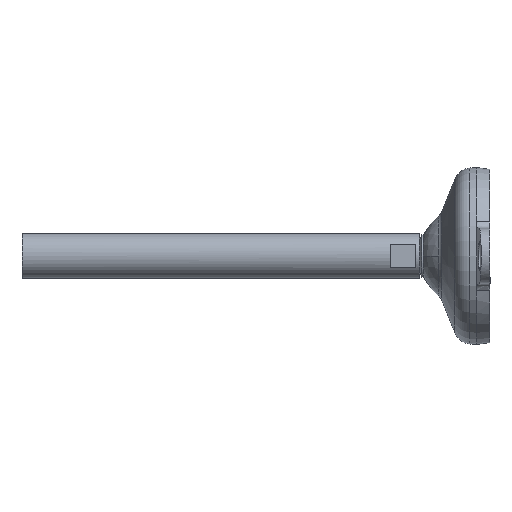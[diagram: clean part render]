
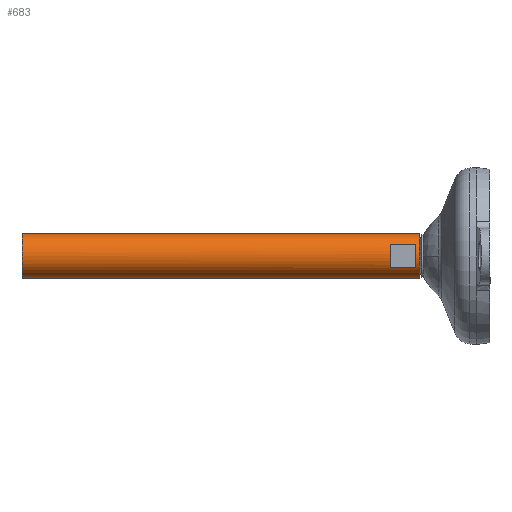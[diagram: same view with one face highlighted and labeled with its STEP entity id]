
A CAD part, left-side view. The second image highlights one B-rep face of the part: STEP entity #683.
In plain terms, the highlighted cylindrical face has radius 10 mm (diameter 20 mm), a partial arc.
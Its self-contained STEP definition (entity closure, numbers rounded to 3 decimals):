
#49 = CARTESIAN_POINT ( 'NONE',  ( 0., 32., 10. ) ) ;
#59 = ORIENTED_EDGE ( 'NONE', *, *, #1279, .T. ) ;
#84 = EDGE_LOOP ( 'NONE', ( #1108, #1203, #1337, #381 ) ) ;
#91 = VERTEX_POINT ( 'NONE', #1367 ) ;
#97 = CARTESIAN_POINT ( 'NONE',  ( -8.5, 45., 5.268 ) ) ;
#122 = AXIS2_PLACEMENT_3D ( 'NONE', #128, #769, #1313 ) ;
#128 = CARTESIAN_POINT ( 'NONE',  ( 0., 45., 0. ) ) ;
#148 = VERTEX_POINT ( 'NONE', #201 ) ;
#149 = VECTOR ( 'NONE', #290, 1000. ) ;
#152 = DIRECTION ( 'NONE',  ( 0., -1., 0. ) ) ;
#159 = EDGE_CURVE ( 'NONE', #850, #148, #856, .T. ) ;
#201 = CARTESIAN_POINT ( 'NONE',  ( -8.5, 45., -5.268 ) ) ;
#219 = DIRECTION ( 'NONE',  ( 0., 0., -1. ) ) ;
#229 = CYLINDRICAL_SURFACE ( 'NONE', #1412, 10. ) ;
#290 = DIRECTION ( 'NONE',  ( 0., -1., 0. ) ) ;
#293 = EDGE_CURVE ( 'NONE', #91, #613, #558, .T. ) ;
#307 = VERTEX_POINT ( 'NONE', #97 ) ;
#327 = CARTESIAN_POINT ( 'NONE',  ( -8.5, 0., -5.268 ) ) ;
#381 = ORIENTED_EDGE ( 'NONE', *, *, #700, .T. ) ;
#383 = CARTESIAN_POINT ( 'NONE',  ( -8.5, 33.5, 5.268 ) ) ;
#399 = ORIENTED_EDGE ( 'NONE', *, *, #907, .F. ) ;
#401 = CARTESIAN_POINT ( 'NONE',  ( 0., 0., -10. ) ) ;
#438 = CARTESIAN_POINT ( 'NONE',  ( -8.5, 0., 5.268 ) ) ;
#466 = VERTEX_POINT ( 'NONE', #49 ) ;
#509 = CARTESIAN_POINT ( 'NONE',  ( 0., 211.5, -10. ) ) ;
#558 = CIRCLE ( 'NONE', #1578, 10. ) ;
#613 = VERTEX_POINT ( 'NONE', #509 ) ;
#668 = CARTESIAN_POINT ( 'NONE',  ( -8.5, 33.5, -5.268 ) ) ;
#683 = ADVANCED_FACE ( 'NONE', ( #886, #1438 ), #229, .T. ) ;
#686 = DIRECTION ( 'NONE',  ( 0., 0., -1. ) ) ;
#700 = EDGE_CURVE ( 'NONE', #1136, #850, #1239, .T. ) ;
#705 = AXIS2_PLACEMENT_3D ( 'NONE', #952, #1236, #686 ) ;
#767 = DIRECTION ( 'NONE',  ( 0., 0., -1. ) ) ;
#769 = DIRECTION ( 'NONE',  ( 0., 1., 0. ) ) ;
#845 = ORIENTED_EDGE ( 'NONE', *, *, #1273, .F. ) ;
#850 = VERTEX_POINT ( 'NONE', #668 ) ;
#856 = LINE ( 'NONE', #327, #1628 ) ;
#872 = CIRCLE ( 'NONE', #705, 10. ) ;
#877 = CARTESIAN_POINT ( 'NONE',  ( 0., 0., 0. ) ) ;
#886 = FACE_OUTER_BOUND ( 'NONE', #967, .T. ) ;
#890 = VERTEX_POINT ( 'NONE', #1366 ) ;
#907 = EDGE_CURVE ( 'NONE', #91, #466, #1643, .T. ) ;
#908 = EDGE_CURVE ( 'NONE', #307, #1136, #1238, .T. ) ;
#933 = LINE ( 'NONE', #401, #149 ) ;
#952 = CARTESIAN_POINT ( 'NONE',  ( 0., 32., 0. ) ) ;
#961 = CIRCLE ( 'NONE', #122, 10. ) ;
#967 = EDGE_LOOP ( 'NONE', ( #399, #1623, #59, #845 ) ) ;
#996 = DIRECTION ( 'NONE',  ( 0., 1., 0. ) ) ;
#1026 = CARTESIAN_POINT ( 'NONE',  ( 0., 211.5, 0. ) ) ;
#1072 = AXIS2_PLACEMENT_3D ( 'NONE', #1310, #1697, #1413 ) ;
#1102 = VECTOR ( 'NONE', #152, 1000. ) ;
#1108 = ORIENTED_EDGE ( 'NONE', *, *, #159, .T. ) ;
#1115 = DIRECTION ( 'NONE',  ( 0., -1., 0. ) ) ;
#1136 = VERTEX_POINT ( 'NONE', #383 ) ;
#1203 = ORIENTED_EDGE ( 'NONE', *, *, #1645, .T. ) ;
#1236 = DIRECTION ( 'NONE',  ( 0., -1., 0. ) ) ;
#1238 = LINE ( 'NONE', #438, #1102 ) ;
#1239 = CIRCLE ( 'NONE', #1072, 10. ) ;
#1273 = EDGE_CURVE ( 'NONE', #466, #890, #872, .T. ) ;
#1279 = EDGE_CURVE ( 'NONE', #613, #890, #933, .T. ) ;
#1310 = CARTESIAN_POINT ( 'NONE',  ( 0., 33.5, 0. ) ) ;
#1313 = DIRECTION ( 'NONE',  ( 0., 0., 1. ) ) ;
#1337 = ORIENTED_EDGE ( 'NONE', *, *, #908, .T. ) ;
#1366 = CARTESIAN_POINT ( 'NONE',  ( 0., 32., -10. ) ) ;
#1367 = CARTESIAN_POINT ( 'NONE',  ( 0., 211.5, 10. ) ) ;
#1374 = CARTESIAN_POINT ( 'NONE',  ( 0., 0., 10. ) ) ;
#1412 = AXIS2_PLACEMENT_3D ( 'NONE', #877, #1668, #767 ) ;
#1413 = DIRECTION ( 'NONE',  ( 0., 0., -1. ) ) ;
#1438 = FACE_BOUND ( 'NONE', #84, .T. ) ;
#1469 = VECTOR ( 'NONE', #1115, 1000. ) ;
#1560 = DIRECTION ( 'NONE',  ( 0., -1., 0. ) ) ;
#1578 = AXIS2_PLACEMENT_3D ( 'NONE', #1026, #1560, #219 ) ;
#1623 = ORIENTED_EDGE ( 'NONE', *, *, #293, .T. ) ;
#1628 = VECTOR ( 'NONE', #996, 1000. ) ;
#1643 = LINE ( 'NONE', #1374, #1469 ) ;
#1645 = EDGE_CURVE ( 'NONE', #148, #307, #961, .T. ) ;
#1668 = DIRECTION ( 'NONE',  ( 0., -1., 0. ) ) ;
#1697 = DIRECTION ( 'NONE',  ( 0., -1., 0. ) ) ;
